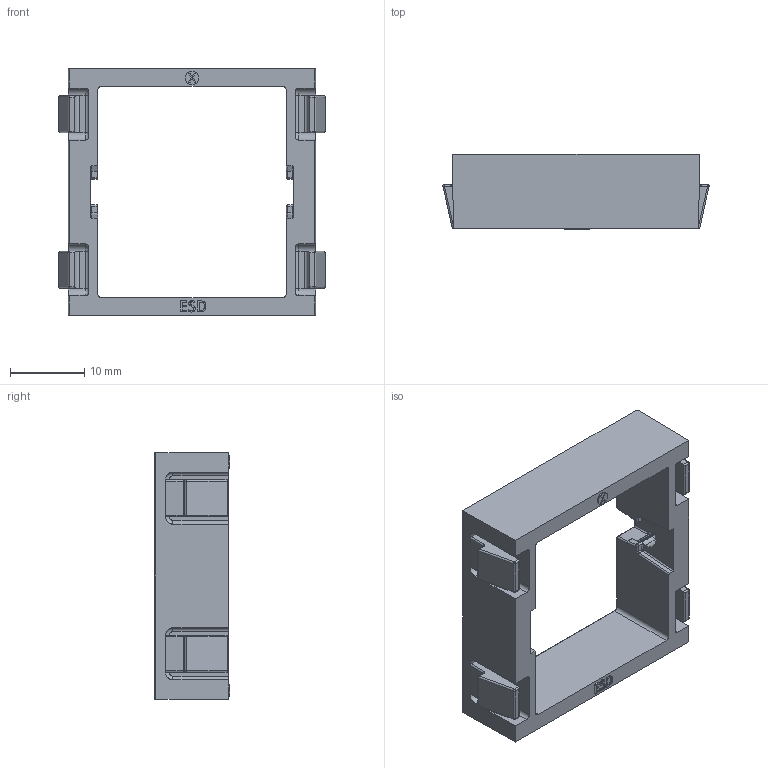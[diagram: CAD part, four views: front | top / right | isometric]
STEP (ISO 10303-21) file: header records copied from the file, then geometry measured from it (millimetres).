
FILE_DESCRIPTION (( 'STEP AP203' ), '1' );
FILE_NAME ('062ACR2891ESD.33.STEP', '2022-05-05T16:07:53', ( '' ), ( '' ), 'SwSTEP 2.0', 'SolidWorks 2021', '' );
FILE_SCHEMA (( 'CONFIG_CONTROL_DESIGN' ));
Length unit declared in the file: millimetre
Products named in the file (1): 062ACR2891ESD.33
Bounding box: 35.9 x 10.15 x 33.3 mm (x, y, z)
Volume: 3205.9 mm3; surface area: 3831 mm2
Topology: 1 solids, 1 shells, 419 faces, 1059 edges, 614 vertices
Faces by surface type: cylinder 166, plane 121, bspline 60, torus 42, sphere 30
Entity records: 14419 total; most frequent: CARTESIAN_POINT 4934, ORIENTED_EDGE 2050, DIRECTION 1895, EDGE_CURVE 1025, AXIS2_PLACEMENT_3D 688, VERTEX_POINT 614, LINE 519, VECTOR 519
